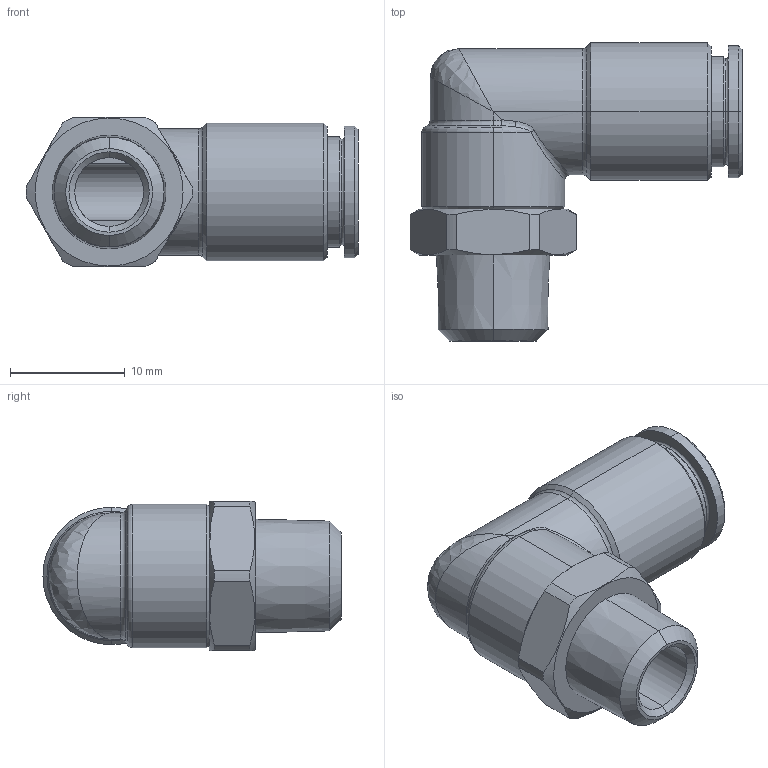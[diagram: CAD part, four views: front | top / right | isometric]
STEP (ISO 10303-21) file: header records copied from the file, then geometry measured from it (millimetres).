
FILE_DESCRIPTION (( 'STEP AP203' ), '1' );
FILE_NAME ('X0050031.STEP', '2010-09-23T15:41:40', ( 'Flavio' ), ( '' ), 'SwSTEP 2.0', 'SolidWorks 2009', '' );
FILE_SCHEMA (( 'CONFIG_CONTROL_DESIGN' ));
Length unit declared in the file: millimetre
Products named in the file (1): X0050031
Bounding box: 28.95 x 26 x 13 mm (x, y, z)
Volume: 3151.8 mm3; surface area: 2536.7 mm2
Topology: 1 solids, 1 shells, 85 faces, 192 edges, 111 vertices
Faces by surface type: cylinder 27, cone 25, plane 15, torus 12, bspline 6
Entity records: 3781 total; most frequent: CARTESIAN_POINT 1840, DIRECTION 408, ORIENTED_EDGE 380, EDGE_CURVE 190, AXIS2_PLACEMENT_3D 175, VERTEX_POINT 111, CIRCLE 95, EDGE_LOOP 91
